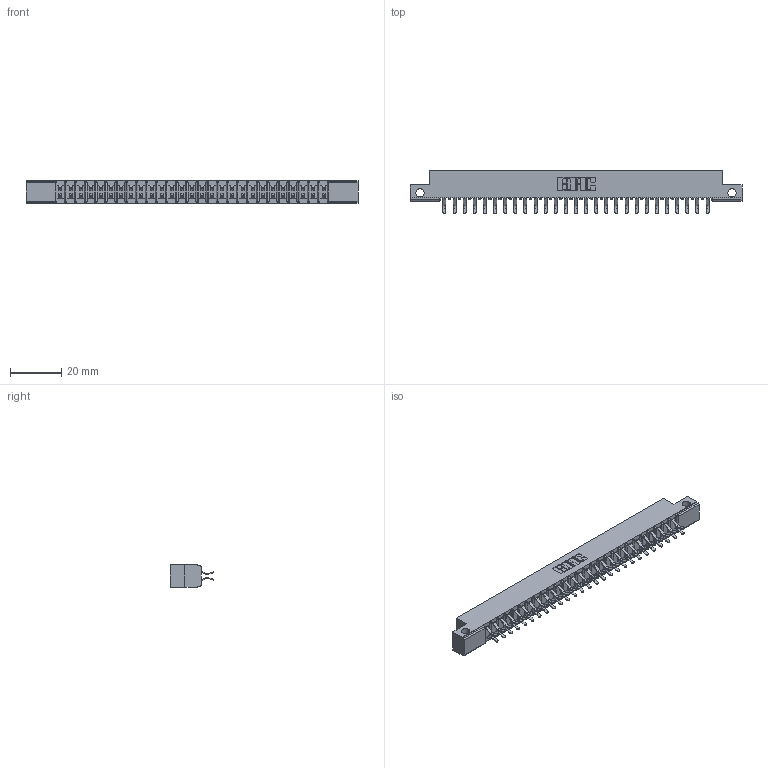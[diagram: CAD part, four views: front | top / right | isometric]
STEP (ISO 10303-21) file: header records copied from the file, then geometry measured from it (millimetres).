
FILE_DESCRIPTION (( 'STEP AP203' ), '1' );
FILE_NAME ('357-054-456-212.STEP', '2020-10-04T09:06:15', ( '' ), ( '' ), 'SwSTEP 2.0', 'SolidWorks 2020', '' );
FILE_SCHEMA (( 'CONFIG_CONTROL_DESIGN' ));
Length unit declared in the file: inch
Products named in the file (3): 307-290-001_556; 357-054-456-212; 307 Part_.128 Dia Side Mounting Holes
Assembly tree (55 placements, depth 2):
  357-054-456-212
    307 Part_.128 Dia Side Mounting Holes
    307-290-001_556  x54
Bounding box: 130 x 16.97 x 8.71 mm (x, y, z)
Volume: 8417 mm3; surface area: 14934.9 mm2
Topology: 55 solids, 55 shells, 2846 faces, 7991 edges, 5178 vertices
Faces by surface type: plane 1852, cylinder 938, sphere 56
Entity records: 25966 total; most frequent: CARTESIAN_POINT 4251, ORIENTED_EDGE 4210, DIRECTION 4171, EDGE_CURVE 2105, VECTOR 1607, LINE 1607, VERTEX_POINT 1362, AXIS2_PLACEMENT_3D 1282
